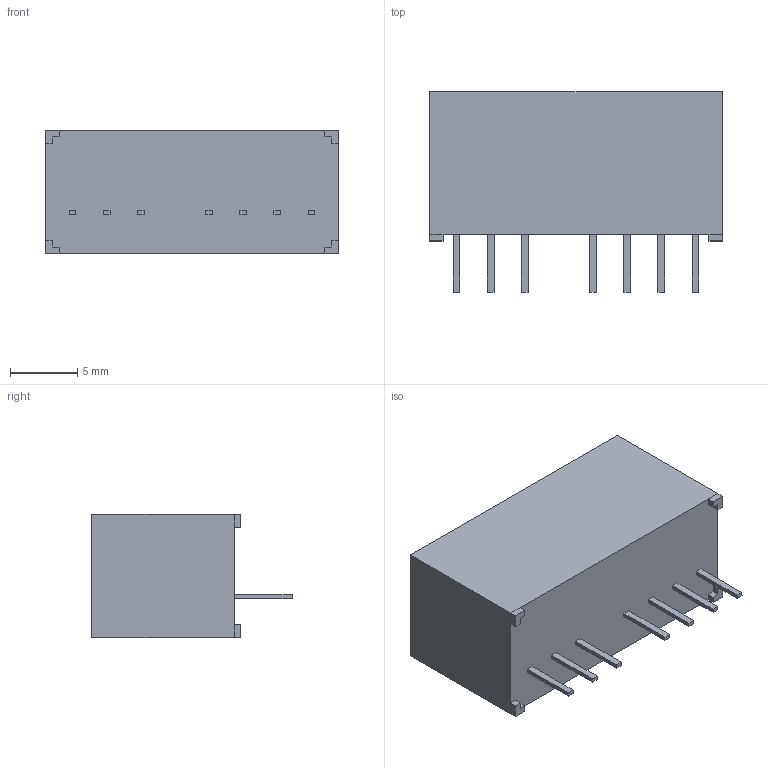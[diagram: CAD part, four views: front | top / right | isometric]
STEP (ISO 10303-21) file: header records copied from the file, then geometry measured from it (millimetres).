
FILE_DESCRIPTION(('FreeCAD Model'),'2;1');
FILE_NAME('PAW.step', '2020-05-26T13:41:49',('Author'),(''), 'Open CASCADE STEP processor 7.2','FreeCAD','Unknown');
FILE_SCHEMA(('AUTOMOTIVE_DESIGN { 1 0 10303 214 1 1 1 1 }'));
Length unit declared in the file: millimetre
Products named in the file (8): case; pin_8; pin_2; pin_1; pin_6; pin_3; pin_7; pin_5
Bounding box: 21.8 x 14.91 x 9.2 mm (x, y, z)
Volume: 2132 mm3; surface area: 1116.7 mm2
Topology: 8 solids, 8 shells, 81 faces, 173 edges, 108 vertices
Faces by surface type: plane 81
Entity records: 4508 total; most frequent: CARTESIAN_POINT 709, DIRECTION 683, LINE 519, VECTOR 519, ORIENTED_EDGE 346, PCURVE 346, DEFINITIONAL_REPRESENTATION 346, EDGE_CURVE 173
